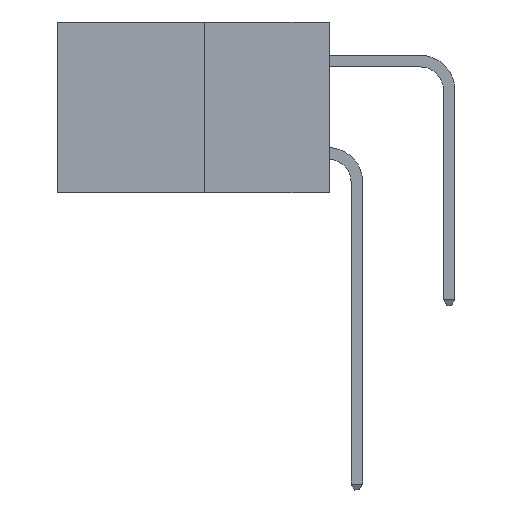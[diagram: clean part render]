
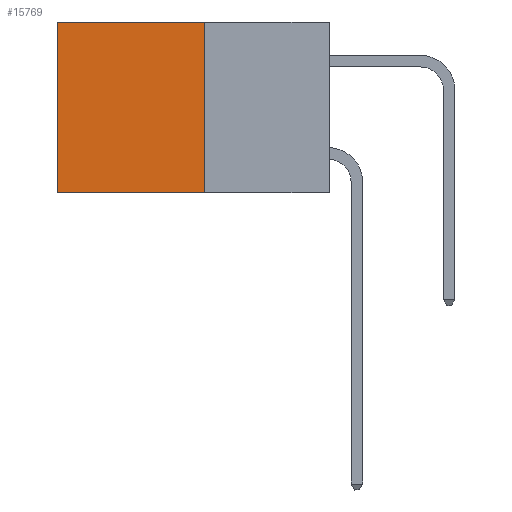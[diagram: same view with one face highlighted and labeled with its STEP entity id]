
A CAD part, left-side view. The second image highlights one B-rep face of the part: STEP entity #15769.
In plain terms, the highlighted planar face has unit normal (-1, 0, 0).
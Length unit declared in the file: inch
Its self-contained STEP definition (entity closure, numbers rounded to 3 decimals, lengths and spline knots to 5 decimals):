
#47 = CARTESIAN_POINT ( 'NONE',  ( 0.277, 0.27, -0.37 ) ) ;
#526 = DIRECTION ( 'NONE',  ( 0., 0., -1. ) ) ;
#1227 = LINE ( 'NONE', #7402, #7275 ) ;
#1675 = EDGE_CURVE ( 'NONE', #14129, #2695, #5652, .T. ) ;
#2658 = CARTESIAN_POINT ( 'NONE',  ( 0.277, 0.27, 0. ) ) ;
#2695 = VERTEX_POINT ( 'NONE', #15477 ) ;
#3987 = DIRECTION ( 'NONE',  ( 0., 1., 0. ) ) ;
#4487 = CARTESIAN_POINT ( 'NONE',  ( 0.277, 0.27, -0.37 ) ) ;
#4729 = EDGE_CURVE ( 'NONE', #15446, #9562, #1227, .T. ) ;
#5652 = LINE ( 'NONE', #8849, #14812 ) ;
#5724 = DIRECTION ( 'NONE',  ( 0., 0., -1. ) ) ;
#6200 = ORIENTED_EDGE ( 'NONE', *, *, #4729, .T. ) ;
#6246 = ORIENTED_EDGE ( 'NONE', *, *, #13269, .F. ) ;
#6365 = ORIENTED_EDGE ( 'NONE', *, *, #1675, .F. ) ;
#6697 = ORIENTED_EDGE ( 'NONE', *, *, #12539, .T. ) ;
#7153 = DIRECTION ( 'NONE',  ( 0., 0., -1. ) ) ;
#7275 = VECTOR ( 'NONE', #7153, 39.37008 ) ;
#7320 = LINE ( 'NONE', #47, #13672 ) ;
#7402 = CARTESIAN_POINT ( 'NONE',  ( 0.277, 0.59, -0.37 ) ) ;
#7703 = CARTESIAN_POINT ( 'NONE',  ( 0.277, 0.59, 0. ) ) ;
#7935 = LINE ( 'NONE', #2658, #10440 ) ;
#8469 = FACE_OUTER_BOUND ( 'NONE', #15324, .T. ) ;
#8842 = CARTESIAN_POINT ( 'NONE',  ( 0.277, 0.59, -0.37 ) ) ;
#8849 = CARTESIAN_POINT ( 'NONE',  ( 0.277, 0.27, -0.37 ) ) ;
#9363 = CARTESIAN_POINT ( 'NONE',  ( 0.277, 0.27, 0. ) ) ;
#9562 = VERTEX_POINT ( 'NONE', #8842 ) ;
#10440 = VECTOR ( 'NONE', #3987, 39.37008 ) ;
#10630 = PLANE ( 'NONE',  #12044 ) ;
#12044 = AXIS2_PLACEMENT_3D ( 'NONE', #4487, #12973, #5724 ) ;
#12539 = EDGE_CURVE ( 'NONE', #14129, #15446, #7935, .T. ) ;
#12973 = DIRECTION ( 'NONE',  ( 1., 0., 0. ) ) ;
#13269 = EDGE_CURVE ( 'NONE', #2695, #9562, #7320, .T. ) ;
#13672 = VECTOR ( 'NONE', #13741, 39.37008 ) ;
#13741 = DIRECTION ( 'NONE',  ( 0., 1., 0. ) ) ;
#14129 = VERTEX_POINT ( 'NONE', #9363 ) ;
#14812 = VECTOR ( 'NONE', #526, 39.37008 ) ;
#15324 = EDGE_LOOP ( 'NONE', ( #6200, #6246, #6365, #6697 ) ) ;
#15446 = VERTEX_POINT ( 'NONE', #7703 ) ;
#15477 = CARTESIAN_POINT ( 'NONE',  ( 0.277, 0.27, -0.37 ) ) ;
#15769 = ADVANCED_FACE ( 'NONE', ( #8469 ), #10630, .F. ) ;
